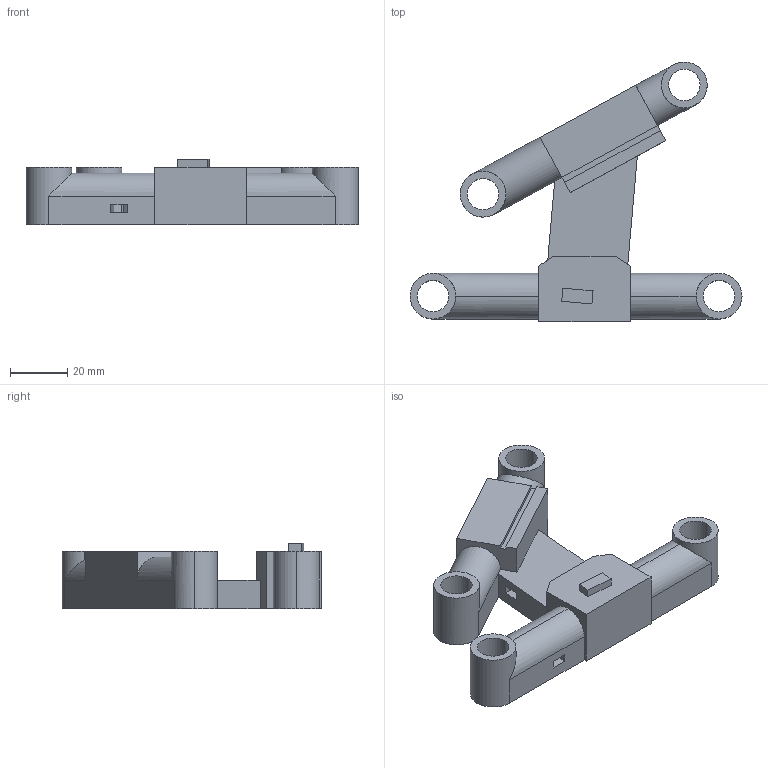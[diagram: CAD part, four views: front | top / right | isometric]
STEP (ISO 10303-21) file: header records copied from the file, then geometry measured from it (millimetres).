
FILE_DESCRIPTION (( 'STEP AP203' ), '1' );
FILE_NAME ('wheel-frame-left.STEP', '2019-10-22T11:38:30', ( '' ), ( '' ), 'SwSTEP 2.0', 'SolidWorks 2013', '' );
FILE_SCHEMA (( 'CONFIG_CONTROL_DESIGN' ));
Length unit declared in the file: millimetre
Products named in the file (1): wheel-frame-left
Bounding box: 116 x 90.8 x 22.8 mm (x, y, z)
Volume: 67309.5 mm3; surface area: 21545.3 mm2
Topology: 1 solids, 1 shells, 103 faces, 276 edges, 183 vertices
Faces by surface type: plane 71, cylinder 32
Entity records: 3305 total; most frequent: CARTESIAN_POINT 587, ORIENTED_EDGE 552, DIRECTION 534, EDGE_CURVE 276, VECTOR 210, LINE 210, VERTEX_POINT 183, AXIS2_PLACEMENT_3D 162
